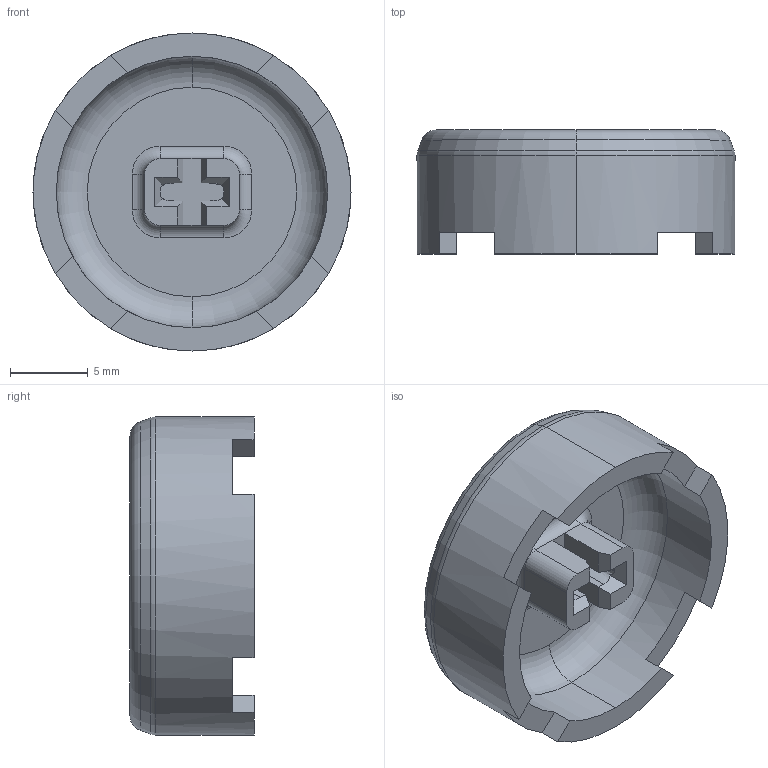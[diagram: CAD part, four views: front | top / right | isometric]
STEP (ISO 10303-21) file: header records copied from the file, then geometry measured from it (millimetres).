
FILE_DESCRIPTION (( 'STEP AP214' ), '1' );
FILE_NAME ('keycap_20.5_nylon.STEP', '2022-05-28T13:36:40', ( '' ), ( '' ), 'SwSTEP 2.0', 'SolidWorks 2021', '' );
FILE_SCHEMA (( 'AUTOMOTIVE_DESIGN' ));
Length unit declared in the file: millimetre
Products named in the file (1): keycap_20.5_nylon
Bounding box: 20.5 x 8 x 20.5 mm (x, y, z)
Volume: 1254.4 mm3; surface area: 1495.2 mm2
Topology: 1 solids, 1 shells, 75 faces, 192 edges, 120 vertices
Faces by surface type: plane 47, cylinder 12, torus 10, bspline 4, cone 2
Entity records: 2486 total; most frequent: CARTESIAN_POINT 644, ORIENTED_EDGE 384, DIRECTION 374, EDGE_CURVE 192, AXIS2_PLACEMENT_3D 130, VERTEX_POINT 120, VECTOR 114, LINE 114
